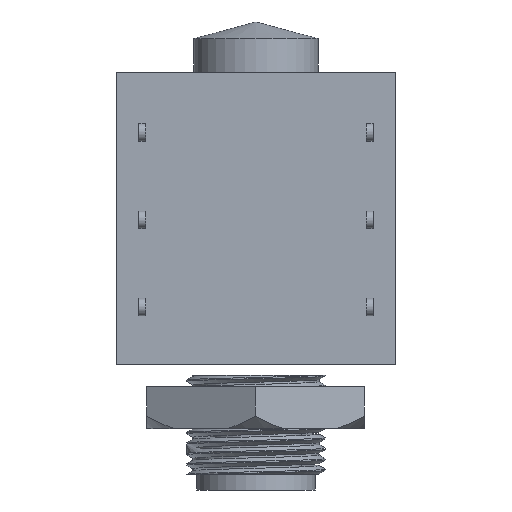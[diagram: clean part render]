
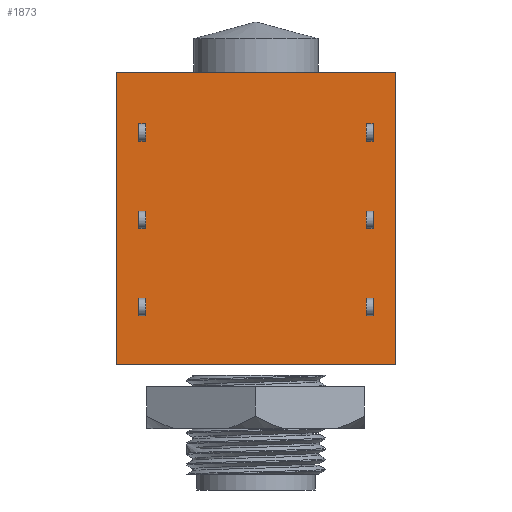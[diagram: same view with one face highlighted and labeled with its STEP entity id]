
A CAD part, front view. The second image highlights one B-rep face of the part: STEP entity #1873.
In plain terms, the highlighted planar face has unit normal (0, -1, 0).
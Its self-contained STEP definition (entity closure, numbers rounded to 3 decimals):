
#107=PLANE('',#2056);
#269=FACE_OUTER_BOUND('',#396,.T.);
#396=EDGE_LOOP('',(#1531,#1532,#1533,#1534));
#576=LINE('',#5252,#710);
#579=LINE('',#5258,#713);
#580=LINE('',#5260,#714);
#581=LINE('',#5261,#715);
#710=VECTOR('',#2369,10.);
#713=VECTOR('',#2374,10.);
#714=VECTOR('',#2375,10.);
#715=VECTOR('',#2376,10.);
#892=VERTEX_POINT('',#5249);
#893=VERTEX_POINT('',#5251);
#895=VERTEX_POINT('',#5257);
#896=VERTEX_POINT('',#5259);
#1118=EDGE_CURVE('',#893,#892,#576,.T.);
#1121=EDGE_CURVE('',#892,#895,#579,.T.);
#1122=EDGE_CURVE('',#896,#895,#580,.T.);
#1123=EDGE_CURVE('',#893,#896,#581,.T.);
#1531=ORIENTED_EDGE('',*,*,#1118,.T.);
#1532=ORIENTED_EDGE('',*,*,#1121,.T.);
#1533=ORIENTED_EDGE('',*,*,#1122,.F.);
#1534=ORIENTED_EDGE('',*,*,#1123,.F.);
#1873=ADVANCED_FACE('',(#269),#107,.T.);
#2056=AXIS2_PLACEMENT_3D('',#5256,#2372,#2373);
#2369=DIRECTION('',(1.,0.,0.));
#2372=DIRECTION('center_axis',(0.,-1.,0.));
#2373=DIRECTION('ref_axis',(1.,0.,0.));
#2374=DIRECTION('',(0.,0.,1.));
#2375=DIRECTION('',(1.,0.,0.));
#2376=DIRECTION('',(0.,0.,1.));
#5249=CARTESIAN_POINT('',(10.,-8.,1.574));
#5251=CARTESIAN_POINT('',(-10.,-8.,1.574));
#5252=CARTESIAN_POINT('',(-5.,-8.,1.574));
#5256=CARTESIAN_POINT('Origin',(-10.,-8.,0.));
#5257=CARTESIAN_POINT('',(10.,-8.,22.5));
#5258=CARTESIAN_POINT('',(10.,-8.,0.));
#5259=CARTESIAN_POINT('',(-10.,-8.,22.5));
#5260=CARTESIAN_POINT('',(-10.,-8.,22.5));
#5261=CARTESIAN_POINT('',(-10.,-8.,0.));
